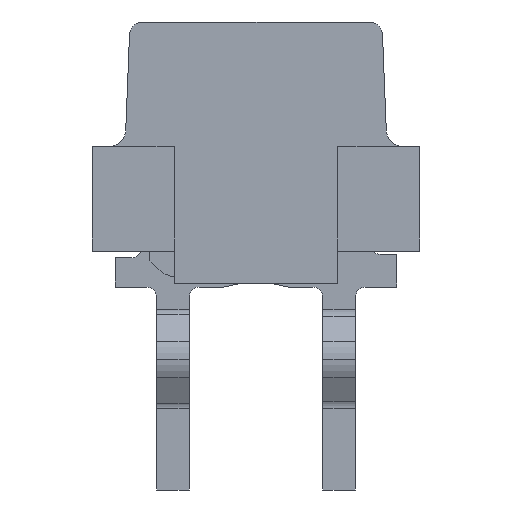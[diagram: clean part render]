
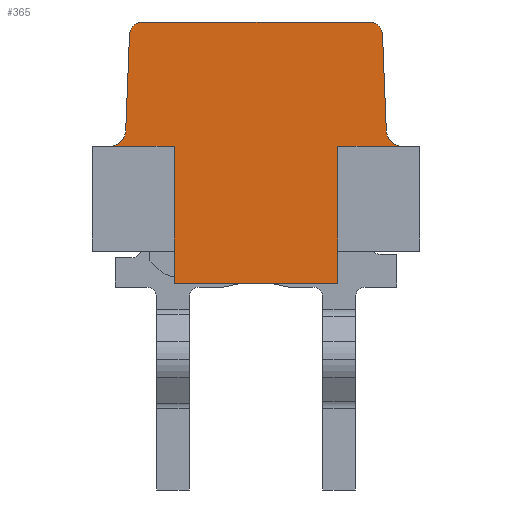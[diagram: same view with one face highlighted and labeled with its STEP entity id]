
A CAD part, left-side view. The second image highlights one B-rep face of the part: STEP entity #365.
In plain terms, the highlighted planar face has unit normal (-1, 0, 0).
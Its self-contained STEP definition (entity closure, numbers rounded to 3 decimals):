
#365=ADVANCED_FACE('',(#1479),#1480,.T.);
#1479=FACE_OUTER_BOUND('',#3051,.T.);
#1480=PLANE('',#3052);
#3051=EDGE_LOOP('',(#6976,#6977,#6978,#6979,#6980,#6981,#6982,#6983,#6984,#6985,#6986,#6987,#6988,#6989));
#3052=AXIS2_PLACEMENT_3D('',#6990,#6991,#6992);
#6976=ORIENTED_EDGE('',*,*,#11923,.T.);
#6977=ORIENTED_EDGE('',*,*,#11924,.T.);
#6978=ORIENTED_EDGE('',*,*,#11925,.F.);
#6979=ORIENTED_EDGE('',*,*,#11926,.T.);
#6980=ORIENTED_EDGE('',*,*,#11644,.T.);
#6981=ORIENTED_EDGE('',*,*,#11684,.T.);
#6982=ORIENTED_EDGE('',*,*,#11907,.F.);
#6983=ORIENTED_EDGE('',*,*,#11927,.F.);
#6984=ORIENTED_EDGE('',*,*,#11928,.F.);
#6985=ORIENTED_EDGE('',*,*,#11929,.T.);
#6986=ORIENTED_EDGE('',*,*,#11930,.T.);
#6987=ORIENTED_EDGE('',*,*,#11931,.T.);
#6988=ORIENTED_EDGE('',*,*,#10792,.T.);
#6989=ORIENTED_EDGE('',*,*,#10790,.T.);
#6990=CARTESIAN_POINT('',(-5.315,0.0,-4.0));
#6991=DIRECTION('',(-1.0,0.0,0.0));
#6992=DIRECTION('',(0.0,0.0,1.0));
#10790=EDGE_CURVE('',#13121,#13119,#13122,.T.);
#10792=EDGE_CURVE('',#13124,#13121,#13125,.T.);
#11644=EDGE_CURVE('',#13921,#14627,#14630,.T.);
#11684=EDGE_CURVE('',#14627,#14697,#14699,.T.);
#11907=EDGE_CURVE('',#13985,#14697,#15064,.T.);
#11923=EDGE_CURVE('',#13119,#15080,#15081,.T.);
#11924=EDGE_CURVE('',#15080,#15082,#15083,.T.);
#11925=EDGE_CURVE('',#15084,#15082,#15085,.T.);
#11926=EDGE_CURVE('',#15084,#13921,#15086,.T.);
#11927=EDGE_CURVE('',#15087,#13985,#15088,.T.);
#11928=EDGE_CURVE('',#15089,#15087,#15090,.T.);
#11929=EDGE_CURVE('',#15089,#15091,#15092,.T.);
#11930=EDGE_CURVE('',#15091,#15093,#15094,.T.);
#11931=EDGE_CURVE('',#15093,#13124,#15095,.T.);
#13119=VERTEX_POINT('',#16833);
#13121=VERTEX_POINT('',#16836);
#13122=CIRCLE('',#16837,0.2);
#13124=VERTEX_POINT('',#16840);
#13125=LINE('',#16841,#16842);
#13921=VERTEX_POINT('',#18048);
#13985=VERTEX_POINT('',#18145);
#14627=VERTEX_POINT('',#19122);
#14630=LINE('',#19126,#19127);
#14697=VERTEX_POINT('',#19232);
#14699=LINE('',#19235,#19236);
#15064=LINE('',#19795,#19796);
#15080=VERTEX_POINT('',#19827);
#15081=LINE('',#19828,#19829);
#15082=VERTEX_POINT('',#19830);
#15083=CIRCLE('',#19831,0.25);
#15084=VERTEX_POINT('',#19832);
#15085=LINE('',#19833,#19834);
#15086=LINE('',#19835,#19836);
#15087=VERTEX_POINT('',#19837);
#15088=LINE('',#19838,#19839);
#15089=VERTEX_POINT('',#19840);
#15090=LINE('',#19841,#19842);
#15091=VERTEX_POINT('',#19843);
#15092=CIRCLE('',#19844,0.25);
#15093=VERTEX_POINT('',#19845);
#15094=LINE('',#19846,#19847);
#15095=CIRCLE('',#19848,0.2);
#16833=CARTESIAN_POINT('',(-5.315,1.933,-0.192));
#16836=CARTESIAN_POINT('',(-5.315,1.733,0.0));
#16837=AXIS2_PLACEMENT_3D('',#22286,#22287,#22288);
#16840=CARTESIAN_POINT('',(-5.315,-1.733,0.0));
#16841=CARTESIAN_POINT('',(-5.315,-1.733,0.0));
#16842=VECTOR('',#22290,3.465);
#18048=CARTESIAN_POINT('',(-5.315,1.25,-3.5));
#18145=CARTESIAN_POINT('',(-5.315,-1.25,-3.5));
#19122=CARTESIAN_POINT('',(-5.315,1.25,-4.0));
#19126=CARTESIAN_POINT('',(-5.315,1.25,-3.5));
#19127=VECTOR('',#23286,0.5);
#19232=CARTESIAN_POINT('',(-5.315,-1.25,-4.0));
#19235=CARTESIAN_POINT('',(-5.315,1.25,-4.0));
#19236=VECTOR('',#23326,2.5);
#19795=CARTESIAN_POINT('',(-5.315,-1.25,-3.5));
#19796=VECTOR('',#23605,0.5);
#19827=CARTESIAN_POINT('',(-5.315,1.991,-1.66));
#19828=CARTESIAN_POINT('',(-5.315,1.933,-0.192));
#19829=VECTOR('',#23621,1.469);
#19830=CARTESIAN_POINT('',(-5.315,2.24,-1.9));
#19831=AXIS2_PLACEMENT_3D('',#23622,#23623,#23624);
#19832=CARTESIAN_POINT('',(-5.315,1.25,-1.9));
#19833=CARTESIAN_POINT('',(-5.315,1.25,-1.9));
#19834=VECTOR('',#23625,0.99);
#19835=CARTESIAN_POINT('',(-5.315,1.25,-1.9));
#19836=VECTOR('',#23626,1.6);
#19837=CARTESIAN_POINT('',(-5.315,-1.25,-1.9));
#19838=CARTESIAN_POINT('',(-5.315,-1.25,-1.9));
#19839=VECTOR('',#23627,1.6);
#19840=CARTESIAN_POINT('',(-5.315,-2.24,-1.9));
#19841=CARTESIAN_POINT('',(-5.315,-2.24,-1.9));
#19842=VECTOR('',#23628,0.99);
#19843=CARTESIAN_POINT('',(-5.315,-1.991,-1.66));
#19844=AXIS2_PLACEMENT_3D('',#23629,#23630,#23631);
#19845=CARTESIAN_POINT('',(-5.315,-1.933,-0.192));
#19846=CARTESIAN_POINT('',(-5.315,-1.991,-1.66));
#19847=VECTOR('',#23632,1.469);
#19848=AXIS2_PLACEMENT_3D('',#23633,#23634,#23635);
#22286=CARTESIAN_POINT('',(-5.315,1.733,-0.2));
#22287=DIRECTION('',(-1.0,0.0,0.0));
#22288=DIRECTION('',(0.0,0.0,1.0));
#22290=DIRECTION('',(0.0,1.0,0.0));
#23286=DIRECTION('',(0.0,0.0,-1.0));
#23326=DIRECTION('',(0.0,-1.0,0.0));
#23605=DIRECTION('',(0.0,0.0,-1.0));
#23621=DIRECTION('',(0.0,0.039,-0.999));
#23622=CARTESIAN_POINT('',(-5.315,2.24,-1.65));
#23623=DIRECTION('',(1.0,0.0,0.0));
#23624=DIRECTION('',(0.0,-0.999,-0.039));
#23625=DIRECTION('',(0.0,1.0,0.0));
#23626=DIRECTION('',(0.0,0.0,-1.0));
#23627=DIRECTION('',(0.0,0.0,-1.0));
#23628=DIRECTION('',(0.0,1.0,0.0));
#23629=CARTESIAN_POINT('',(-5.315,-2.24,-1.65));
#23630=DIRECTION('',(1.0,0.0,0.0));
#23631=DIRECTION('',(0.0,0.0,-1.0));
#23632=DIRECTION('',(0.0,0.039,0.999));
#23633=CARTESIAN_POINT('',(-5.315,-1.733,-0.2));
#23634=DIRECTION('',(-1.0,0.0,0.0));
#23635=DIRECTION('',(0.0,-0.999,0.039));
